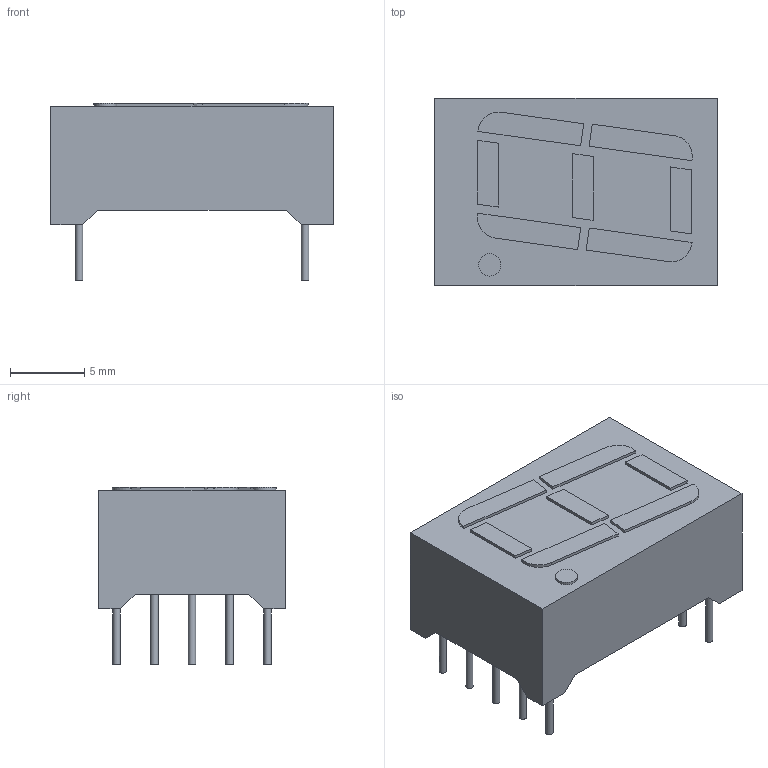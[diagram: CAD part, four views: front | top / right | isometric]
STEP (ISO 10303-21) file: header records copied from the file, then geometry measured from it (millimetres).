
FILE_DESCRIPTION(('FreeCAD Model'),'2;1');
FILE_NAME('7SegmentLED_LTS6760_LTS6780','2018-11-10T09:11:43',('kicad StepUp'),('ksu MCAD'), 'Open CASCADE STEP processor 7.1','FreeCAD','Unknown');
FILE_SCHEMA(('AUTOMOTIVE_DESIGN { 1 0 10303 214 1 1 1 1 }'));
Length unit declared in the file: millimetre
Products named in the file (1): 7SegmentLED_LTS6760_LTS6780
Bounding box: 19.05 x 12.6 x 11.96 mm (x, y, z)
Volume: 1722.1 mm3; surface area: 1038.8 mm2
Topology: 1 solids, 1 shells, 88 faces, 200 edges, 128 vertices
Faces by surface type: plane 73, cylinder 15
Full cylindrical faces by diameter (mm): 0.5 x10, 1.5 x1
Entity records: 3064 total; most frequent: CARTESIAN_POINT 417, DIRECTION 412, ORIENTED_EDGE 400, EDGE_CURVE 200, LINE 166, VECTOR 166, VERTEX_POINT 128, AXIS2_PLACEMENT_3D 123
